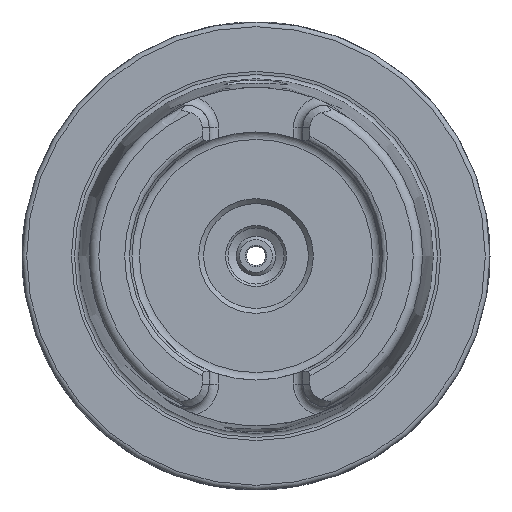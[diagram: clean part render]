
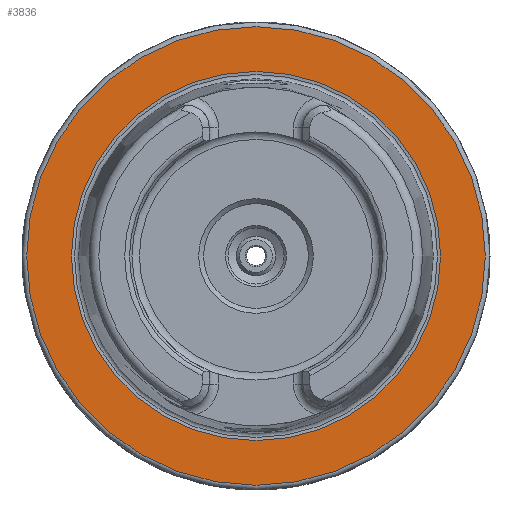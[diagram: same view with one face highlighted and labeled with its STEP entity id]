
A CAD part, left-side view. The second image highlights one B-rep face of the part: STEP entity #3836.
In plain terms, the highlighted planar face has unit normal (-1, 0, 0).
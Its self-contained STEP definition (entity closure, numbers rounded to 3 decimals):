
#265=FACE_BOUND('',#690,.T.);
#287=PLANE('',#4232);
#457=FACE_OUTER_BOUND('',#689,.T.);
#689=EDGE_LOOP('',(#2829));
#690=EDGE_LOOP('',(#2830));
#1376=CIRCLE('',#4218,39.43);
#1386=CIRCLE('',#4233,49.);
#1664=VERTEX_POINT('',#8440);
#1672=VERTEX_POINT('',#8466);
#2099=EDGE_CURVE('',#1664,#1664,#1376,.T.);
#2111=EDGE_CURVE('',#1672,#1672,#1386,.T.);
#2829=ORIENTED_EDGE('',*,*,#2111,.F.);
#2830=ORIENTED_EDGE('',*,*,#2099,.T.);
#3836=ADVANCED_FACE('',(#457,#265),#287,.T.);
#4218=AXIS2_PLACEMENT_3D('',#8442,#4839,#4840);
#4232=AXIS2_PLACEMENT_3D('',#8465,#4869,#4870);
#4233=AXIS2_PLACEMENT_3D('',#8467,#4871,#4872);
#4839=DIRECTION('center_axis',(1.,0.,0.));
#4840=DIRECTION('ref_axis',(0.,1.,0.));
#4869=DIRECTION('center_axis',(-1.,0.,0.));
#4870=DIRECTION('ref_axis',(0.,0.,1.));
#4871=DIRECTION('center_axis',(1.,0.,0.));
#4872=DIRECTION('ref_axis',(0.,0.,-1.));
#8440=CARTESIAN_POINT('',(0.,-39.43,0.));
#8442=CARTESIAN_POINT('Origin',(0.,0.,0.));
#8465=CARTESIAN_POINT('Origin',(0.,49.,0.));
#8466=CARTESIAN_POINT('',(0.,0.,49.));
#8467=CARTESIAN_POINT('Origin',(0.,0.,0.));
